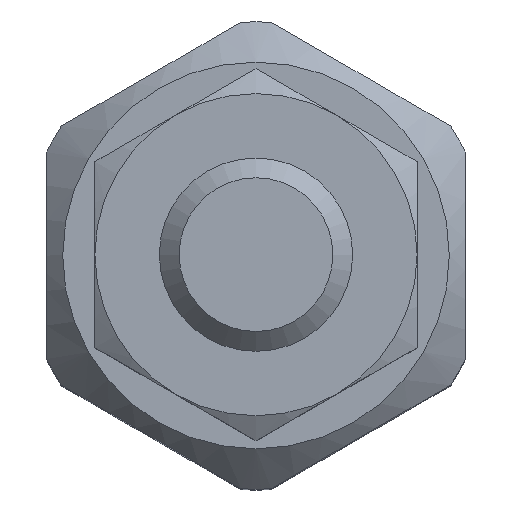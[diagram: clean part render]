
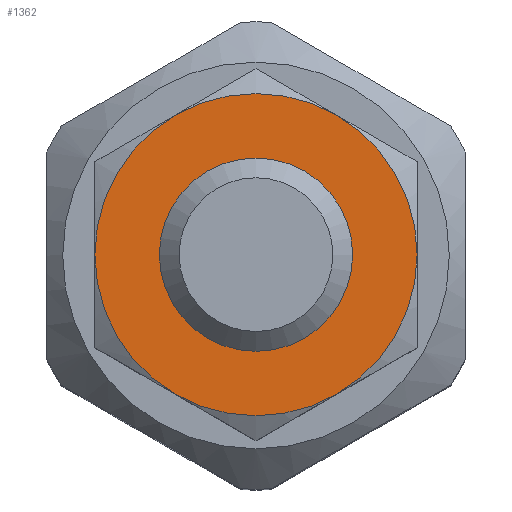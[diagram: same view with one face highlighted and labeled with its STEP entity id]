
A CAD part, top view. The second image highlights one B-rep face of the part: STEP entity #1362.
In plain terms, the highlighted face is planar.
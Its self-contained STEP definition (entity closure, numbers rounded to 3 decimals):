
#56=PLANE('',#1547);
#572=ORIENTED_EDGE('',*,*,#802,.F.);
#573=ORIENTED_EDGE('',*,*,#804,.F.);
#574=ORIENTED_EDGE('',*,*,#807,.F.);
#575=ORIENTED_EDGE('',*,*,#810,.F.);
#576=ORIENTED_EDGE('',*,*,#797,.F.);
#577=ORIENTED_EDGE('',*,*,#798,.F.);
#578=ORIENTED_EDGE('',*,*,#811,.T.);
#797=EDGE_CURVE('',#937,#935,#1023,.T.);
#798=EDGE_CURVE('',#938,#937,#1024,.T.);
#802=EDGE_CURVE('',#941,#938,#1025,.T.);
#804=EDGE_CURVE('',#942,#941,#1026,.T.);
#807=EDGE_CURVE('',#944,#942,#1027,.T.);
#810=EDGE_CURVE('',#935,#944,#1028,.T.);
#811=EDGE_CURVE('',#946,#946,#1029,.T.);
#935=VERTEX_POINT('',#2434);
#937=VERTEX_POINT('',#2440);
#938=VERTEX_POINT('',#2444);
#941=VERTEX_POINT('',#2460);
#942=VERTEX_POINT('',#2468);
#944=VERTEX_POINT('',#2480);
#946=VERTEX_POINT('',#2493);
#1023=CIRCLE('',#1538,5.);
#1024=CIRCLE('',#1540,5.);
#1025=CIRCLE('',#1542,5.);
#1026=CIRCLE('',#1544,5.);
#1027=CIRCLE('',#1546,5.);
#1028=CIRCLE('',#1548,5.);
#1029=CIRCLE('',#1549,3.);
#1130=EDGE_LOOP('',(#572,#573,#574,#575,#576,#577));
#1131=EDGE_LOOP('',(#578));
#1244=FACE_BOUND('',#1130,.T.);
#1245=FACE_BOUND('',#1131,.T.);
#1362=ADVANCED_FACE('',(#1244,#1245),#56,.F.);
#1538=AXIS2_PLACEMENT_3D('',#2441,#1883,#1884);
#1540=AXIS2_PLACEMENT_3D('',#2443,#1887,#1888);
#1542=AXIS2_PLACEMENT_3D('',#2461,#1891,#1892);
#1544=AXIS2_PLACEMENT_3D('',#2467,#1895,#1896);
#1546=AXIS2_PLACEMENT_3D('',#2479,#1899,#1900);
#1547=AXIS2_PLACEMENT_3D('',#2490,#1901,#1902);
#1548=AXIS2_PLACEMENT_3D('',#2491,#1903,#1904);
#1549=AXIS2_PLACEMENT_3D('',#2492,#1905,#1906);
#1883=DIRECTION('',(1.,0.,0.));
#1884=DIRECTION('',(0.,1.,0.));
#1887=DIRECTION('',(1.,0.,0.));
#1888=DIRECTION('',(0.,1.,0.));
#1891=DIRECTION('',(1.,0.,0.));
#1892=DIRECTION('',(0.,1.,0.));
#1895=DIRECTION('',(1.,0.,0.));
#1896=DIRECTION('',(0.,1.,0.));
#1899=DIRECTION('',(1.,0.,0.));
#1900=DIRECTION('',(0.,1.,0.));
#1901=DIRECTION('',(1.,0.,0.));
#1902=DIRECTION('',(0.,1.,0.));
#1903=DIRECTION('',(1.,0.,0.));
#1904=DIRECTION('',(0.,1.,0.));
#1905=DIRECTION('',(1.,0.,0.));
#1906=DIRECTION('',(0.,0.,-1.));
#2434=CARTESIAN_POINT('',(0.,-4.33,2.5));
#2440=CARTESIAN_POINT('',(0.,0.,5.));
#2441=CARTESIAN_POINT('',(0.,0.,0.));
#2443=CARTESIAN_POINT('',(0.,0.,0.));
#2444=CARTESIAN_POINT('',(0.,4.33,2.5));
#2460=CARTESIAN_POINT('',(0.,4.33,-2.5));
#2461=CARTESIAN_POINT('',(0.,0.,0.));
#2467=CARTESIAN_POINT('',(0.,0.,0.));
#2468=CARTESIAN_POINT('',(0.,0.,-5.));
#2479=CARTESIAN_POINT('',(0.,0.,0.));
#2480=CARTESIAN_POINT('',(0.,-4.33,-2.5));
#2490=CARTESIAN_POINT('',(0.,0.,0.));
#2491=CARTESIAN_POINT('',(0.,0.,0.));
#2492=CARTESIAN_POINT('',(0.,0.,0.));
#2493=CARTESIAN_POINT('',(0.,0.,-3.));
